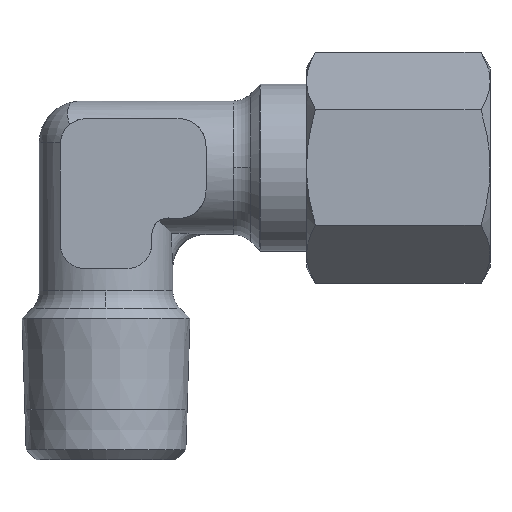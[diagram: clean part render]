
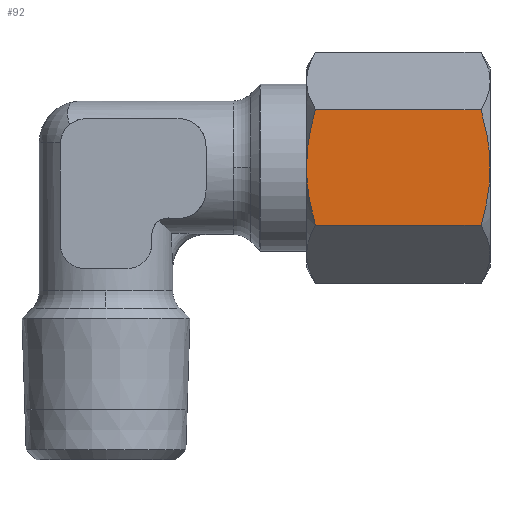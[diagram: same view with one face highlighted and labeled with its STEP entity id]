
A CAD part, top view. The second image highlights one B-rep face of the part: STEP entity #92.
In plain terms, the highlighted planar face has unit normal (0, 0, 1).
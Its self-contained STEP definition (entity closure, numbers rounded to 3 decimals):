
#92=ADVANCED_FACE('',(#254),#255,.T.);
#254=FACE_OUTER_BOUND('',#488,.T.);
#255=PLANE('',#489);
#488=EDGE_LOOP('',(#1001,#1002,#1003,#1004,#1005,#1006));
#489=AXIS2_PLACEMENT_3D('',#1007,#1008,#1009);
#1001=ORIENTED_EDGE('',*,*,#1702,.F.);
#1002=ORIENTED_EDGE('',*,*,#1699,.F.);
#1003=ORIENTED_EDGE('',*,*,#1725,.T.);
#1004=ORIENTED_EDGE('',*,*,#1717,.F.);
#1005=ORIENTED_EDGE('',*,*,#1714,.F.);
#1006=ORIENTED_EDGE('',*,*,#1726,.F.);
#1007=CARTESIAN_POINT('',(12.023,17.5,6.0));
#1008=DIRECTION('',(0.,0.,1.0));
#1009=DIRECTION('',(0.,-1.0,0.));
#1699=EDGE_CURVE('',#2108,#2097,#2109,.T.);
#1702=EDGE_CURVE('',#2097,#2111,#2113,.T.);
#1714=EDGE_CURVE('',#2130,#2131,#2132,.T.);
#1717=EDGE_CURVE('',#2131,#2135,#2136,.T.);
#1725=EDGE_CURVE('',#2108,#2135,#2146,.T.);
#1726=EDGE_CURVE('',#2111,#2130,#2147,.T.);
#2097=VERTEX_POINT('',#3027);
#2108=VERTEX_POINT('',#3038);
#2109=(B_SPLINE_CURVE(2,(#3040,#3041,#3042,#3043,#3044),.UNSPECIFIED.,.F.,.F.)B_SPLINE_CURVE_WITH_KNOTS((3,2,3),(0.0,3.518,7.036),.UNSPECIFIED.)RATIONAL_B_SPLINE_CURVE((1.0,1.038,1.0,1.038,1.0))BOUNDED_CURVE()REPRESENTATION_ITEM('')GEOMETRIC_REPRESENTATION_ITEM()CURVE());
#2111=VERTEX_POINT('',#3063);
#2113=(B_SPLINE_CURVE(2,(#3077,#3078,#3079,#3080,#3081),.UNSPECIFIED.,.F.,.F.)B_SPLINE_CURVE_WITH_KNOTS((3,2,3),(0.0,3.518,7.036),.UNSPECIFIED.)RATIONAL_B_SPLINE_CURVE((1.0,1.038,1.0,1.038,1.0))BOUNDED_CURVE()REPRESENTATION_ITEM('')GEOMETRIC_REPRESENTATION_ITEM()CURVE());
#2130=VERTEX_POINT('',#3203);
#2131=VERTEX_POINT('',#3204);
#2132=(B_SPLINE_CURVE(2,(#3206,#3207,#3208,#3209,#3210),.UNSPECIFIED.,.F.,.F.)B_SPLINE_CURVE_WITH_KNOTS((3,2,3),(0.0,3.518,7.036),.UNSPECIFIED.)RATIONAL_B_SPLINE_CURVE((1.0,1.038,1.0,1.038,1.0))BOUNDED_CURVE()REPRESENTATION_ITEM('')GEOMETRIC_REPRESENTATION_ITEM()CURVE());
#2135=VERTEX_POINT('',#3230);
#2136=(B_SPLINE_CURVE(2,(#3232,#3233,#3234,#3235,#3236),.UNSPECIFIED.,.F.,.F.)B_SPLINE_CURVE_WITH_KNOTS((3,2,3),(0.0,3.518,7.036),.UNSPECIFIED.)RATIONAL_B_SPLINE_CURVE((1.0,1.038,1.0,1.038,1.0))BOUNDED_CURVE()REPRESENTATION_ITEM('')GEOMETRIC_REPRESENTATION_ITEM()CURVE());
#2146=LINE('',#3296,#3297);
#2147=LINE('',#3298,#3299);
#3027=CARTESIAN_POINT('',(12.023,17.5,6.0));
#3038=CARTESIAN_POINT('',(12.559,14.036,6.0));
#3040=CARTESIAN_POINT('',(12.56,14.032,6.0));
#3041=CARTESIAN_POINT('',(12.023,15.891,6.0));
#3042=CARTESIAN_POINT('',(12.023,17.5,6.0));
#3043=CARTESIAN_POINT('',(12.023,19.109,6.0));
#3044=CARTESIAN_POINT('',(12.56,20.968,6.0));
#3063=CARTESIAN_POINT('',(12.559,20.964,6.0));
#3077=CARTESIAN_POINT('',(12.56,14.032,6.0));
#3078=CARTESIAN_POINT('',(12.023,15.891,6.0));
#3079=CARTESIAN_POINT('',(12.023,17.5,6.0));
#3080=CARTESIAN_POINT('',(12.023,19.109,6.0));
#3081=CARTESIAN_POINT('',(12.56,20.968,6.0));
#3203=CARTESIAN_POINT('',(22.487,20.964,6.0));
#3204=CARTESIAN_POINT('',(23.023,17.5,6.0));
#3206=CARTESIAN_POINT('',(22.486,20.968,6.0));
#3207=CARTESIAN_POINT('',(23.023,19.109,6.0));
#3208=CARTESIAN_POINT('',(23.023,17.5,6.0));
#3209=CARTESIAN_POINT('',(23.023,15.891,6.0));
#3210=CARTESIAN_POINT('',(22.486,14.032,6.0));
#3230=CARTESIAN_POINT('',(22.487,14.036,6.0));
#3232=CARTESIAN_POINT('',(22.486,20.968,6.0));
#3233=CARTESIAN_POINT('',(23.023,19.109,6.0));
#3234=CARTESIAN_POINT('',(23.023,17.5,6.0));
#3235=CARTESIAN_POINT('',(23.023,15.891,6.0));
#3236=CARTESIAN_POINT('',(22.486,14.032,6.0));
#3296=CARTESIAN_POINT('',(12.023,14.036,6.0));
#3297=VECTOR('',#3914,1.0);
#3298=CARTESIAN_POINT('',(12.023,20.964,6.0));
#3299=VECTOR('',#3915,1.0);
#3914=DIRECTION('',(1.0,0.,0.0));
#3915=DIRECTION('',(1.0,0.,0.0));
